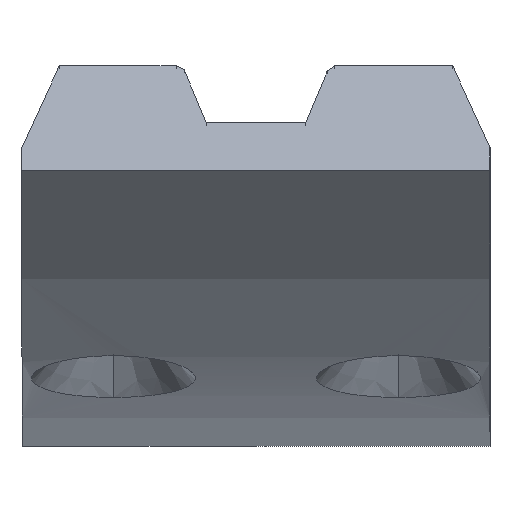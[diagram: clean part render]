
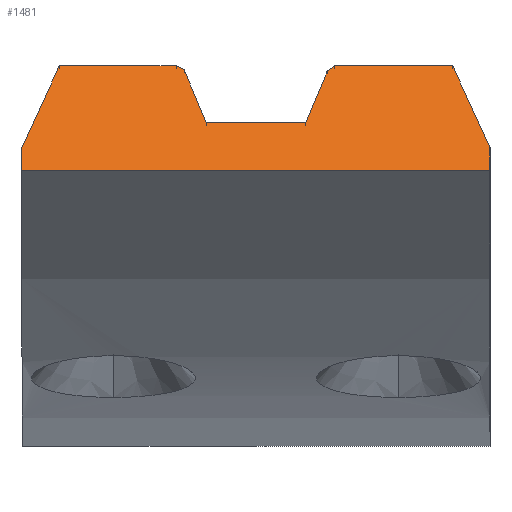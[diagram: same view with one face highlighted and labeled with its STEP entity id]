
A CAD part, left-side view. The second image highlights one B-rep face of the part: STEP entity #1481.
In plain terms, the highlighted planar face has unit normal (-0.866, 0, 0.5).
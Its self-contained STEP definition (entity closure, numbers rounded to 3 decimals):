
#4 = VERTEX_POINT ( 'NONE', #1041 ) ;
#8 = ORIENTED_EDGE ( 'NONE', *, *, #338, .F. ) ;
#15 = CARTESIAN_POINT ( 'NONE',  ( -40.551, 7.112, -70.617 ) ) ;
#19 = LINE ( 'NONE', #636, #634 ) ;
#24 = LINE ( 'NONE', #49, #507 ) ;
#32 = VERTEX_POINT ( 'NONE', #316 ) ;
#38 = CARTESIAN_POINT ( 'NONE',  ( -40.949, 11.402, -71.306 ) ) ;
#49 = CARTESIAN_POINT ( 'NONE',  ( -40.949, 57.154, -71.306 ) ) ;
#99 = CARTESIAN_POINT ( 'NONE',  ( -41.535, 18.804, -72.322 ) ) ;
#104 = EDGE_CURVE ( 'NONE', #1153, #151, #565, .T. ) ;
#128 = VERTEX_POINT ( 'NONE', #488 ) ;
#129 = DIRECTION ( 'NONE',  ( -0.5, 0., -0.866 ) ) ;
#142 = CARTESIAN_POINT ( 'NONE',  ( -40.949, 11.402, -71.306 ) ) ;
#151 = VERTEX_POINT ( 'NONE', #1302 ) ;
#163 = CARTESIAN_POINT ( 'NONE',  ( -40.135, 11.994, -69.896 ) ) ;
#182 = EDGE_LOOP ( 'NONE', ( #928, #1084, #622, #278, #1369, #535, #1523, #1388, #8, #695, #781, #1199 ) ) ;
#186 = EDGE_CURVE ( 'NONE', #151, #4, #1152, .T. ) ;
#188 = CARTESIAN_POINT ( 'NONE',  ( -39.635, 57.154, -69.031 ) ) ;
#195 = CARTESIAN_POINT ( 'NONE',  ( -39.754, 6.532, -69.237 ) ) ;
#210 = EDGE_CURVE ( 'NONE', #497, #1044, #433, .T. ) ;
#227 = CARTESIAN_POINT ( 'NONE',  ( -40.902, 18.304, -71.225 ) ) ;
#229 = VECTOR ( 'NONE', #1168, 1000. ) ;
#231 = CARTESIAN_POINT ( 'NONE',  ( -39.697, 12.398, -69.138 ) ) ;
#240 = CARTESIAN_POINT ( 'NONE',  ( -39.635, 6.248, -69.031 ) ) ;
#267 = LINE ( 'NONE', #1452, #884 ) ;
#278 = ORIENTED_EDGE ( 'NONE', *, *, #982, .T. ) ;
#316 = CARTESIAN_POINT ( 'NONE',  ( -39.635, 6.248, -69.031 ) ) ;
#328 = CARTESIAN_POINT ( 'NONE',  ( -41.535, 0., -72.322 ) ) ;
#338 = EDGE_CURVE ( 'NONE', #1033, #1044, #24, .T. ) ;
#346 = VERTEX_POINT ( 'NONE', #1474 ) ;
#347 = VERTEX_POINT ( 'NONE', #1349 ) ;
#369 = CARTESIAN_POINT ( 'NONE',  ( -39.754, 6.532, -69.237 ) ) ;
#384 = LINE ( 'NONE', #1317, #1081 ) ;
#420 = CARTESIAN_POINT ( 'NONE',  ( -42.062, 18.804, -73.235 ) ) ;
#433 = B_SPLINE_CURVE_WITH_KNOTS ( 'NONE', 3,
 ( #753, #1197, #15, #624 ),
 .UNSPECIFIED., .F., .F.,
 ( 4, 4 ),
 ( 0.144, 0.146 ),
 .UNSPECIFIED. ) ;
#447 = EDGE_CURVE ( 'NONE', #1045, #32, #546, .T. ) ;
#488 = CARTESIAN_POINT ( 'NONE',  ( -39.728, 12.291, -69.191 ) ) ;
#491 = PLANE ( 'NONE',  #662 ) ;
#495 = DIRECTION ( 'NONE',  ( 0., 1., 0. ) ) ;
#497 = VERTEX_POINT ( 'NONE', #195 ) ;
#507 = VECTOR ( 'NONE', #1019, 1000. ) ;
#535 = ORIENTED_EDGE ( 'NONE', *, *, #447, .T. ) ;
#546 = LINE ( 'NONE', #188, #639 ) ;
#547 = EDGE_CURVE ( 'NONE', #346, #1045, #553, .T. ) ;
#553 = B_SPLINE_CURVE_WITH_KNOTS ( 'NONE', 3,
 ( #328, #702, #822, #1556 ),
 .UNSPECIFIED., .F., .F.,
 ( 4, 4 ),
 ( 0., 0.004 ),
 .UNSPECIFIED. ) ;
#565 = LINE ( 'NONE', #593, #229 ) ;
#573 = B_SPLINE_CURVE_WITH_KNOTS ( 'NONE', 3,
 ( #240, #1566, #966, #369 ),
 .UNSPECIFIED., .F., .F.,
 ( 4, 4 ),
 ( 0., 0. ),
 .UNSPECIFIED. ) ;
#593 = CARTESIAN_POINT ( 'NONE',  ( 0.165, 18.804, -0.095 ) ) ;
#622 = ORIENTED_EDGE ( 'NONE', *, *, #968, .F. ) ;
#624 = CARTESIAN_POINT ( 'NONE',  ( -40.949, 7.402, -71.306 ) ) ;
#634 = VECTOR ( 'NONE', #1457, 1000. ) ;
#636 = CARTESIAN_POINT ( 'NONE',  ( -39.635, 57.154, -69.031 ) ) ;
#639 = VECTOR ( 'NONE', #1382, 1000. ) ;
#662 = AXIS2_PLACEMENT_3D ( 'NONE', #859, #983, #129 ) ;
#695 = ORIENTED_EDGE ( 'NONE', *, *, #1035, .T. ) ;
#702 = CARTESIAN_POINT ( 'NONE',  ( -40.902, 0.5, -71.225 ) ) ;
#706 = CARTESIAN_POINT ( 'NONE',  ( -39.728, 12.291, -69.191 ) ) ;
#709 = B_SPLINE_CURVE_WITH_KNOTS ( 'NONE', 3,
 ( #38, #1105, #163, #1214 ),
 .UNSPECIFIED., .F., .F.,
 ( 4, 4 ),
 ( 0.064, 0.067 ),
 .UNSPECIFIED. ) ;
#753 = CARTESIAN_POINT ( 'NONE',  ( -39.754, 6.532, -69.237 ) ) ;
#781 = ORIENTED_EDGE ( 'NONE', *, *, #1359, .T. ) ;
#822 = CARTESIAN_POINT ( 'NONE',  ( -40.268, 1., -70.128 ) ) ;
#859 = CARTESIAN_POINT ( 'NONE',  ( 0.165, 18.804, -0.095 ) ) ;
#884 = VECTOR ( 'NONE', #890, 1000. ) ;
#890 = DIRECTION ( 'NONE',  ( 0.5, 0., 0.866 ) ) ;
#928 = ORIENTED_EDGE ( 'NONE', *, *, #186, .F. ) ;
#934 = EDGE_CURVE ( 'NONE', #32, #497, #573, .T. ) ;
#942 = CARTESIAN_POINT ( 'NONE',  ( -40.268, 17.804, -70.128 ) ) ;
#966 = CARTESIAN_POINT ( 'NONE',  ( -39.714, 6.438, -69.168 ) ) ;
#968 = EDGE_CURVE ( 'NONE', #347, #1153, #384, .T. ) ;
#980 = CARTESIAN_POINT ( 'NONE',  ( -40.949, 7.402, -71.306 ) ) ;
#982 = EDGE_CURVE ( 'NONE', #347, #346, #267, .T. ) ;
#983 = DIRECTION ( 'NONE',  ( 0.866, 0., -0.5 ) ) ;
#1019 = DIRECTION ( 'NONE',  ( 0., -1., 0. ) ) ;
#1033 = VERTEX_POINT ( 'NONE', #142 ) ;
#1035 = EDGE_CURVE ( 'NONE', #1033, #128, #709, .T. ) ;
#1041 = CARTESIAN_POINT ( 'NONE',  ( -39.635, 17.304, -69.031 ) ) ;
#1044 = VERTEX_POINT ( 'NONE', #980 ) ;
#1045 = VERTEX_POINT ( 'NONE', #1112 ) ;
#1076 = CARTESIAN_POINT ( 'NONE',  ( -39.635, 17.304, -69.031 ) ) ;
#1077 = CARTESIAN_POINT ( 'NONE',  ( -39.635, 12.612, -69.031 ) ) ;
#1081 = VECTOR ( 'NONE', #495, 1000. ) ;
#1082 = EDGE_CURVE ( 'NONE', #4, #1469, #19, .T. ) ;
#1084 = ORIENTED_EDGE ( 'NONE', *, *, #104, .F. ) ;
#1105 = CARTESIAN_POINT ( 'NONE',  ( -40.542, 11.698, -70.601 ) ) ;
#1112 = CARTESIAN_POINT ( 'NONE',  ( -39.635, 1.5, -69.031 ) ) ;
#1152 = B_SPLINE_CURVE_WITH_KNOTS ( 'NONE', 3,
 ( #99, #227, #942, #1076 ),
 .UNSPECIFIED., .F., .F.,
 ( 4, 4 ),
 ( 0., 0.004 ),
 .UNSPECIFIED. ) ;
#1153 = VERTEX_POINT ( 'NONE', #420 ) ;
#1168 = DIRECTION ( 'NONE',  ( 0.5, 0., 0.866 ) ) ;
#1197 = CARTESIAN_POINT ( 'NONE',  ( -40.152, 6.822, -69.927 ) ) ;
#1199 = ORIENTED_EDGE ( 'NONE', *, *, #1082, .F. ) ;
#1208 = FACE_OUTER_BOUND ( 'NONE', #182, .T. ) ;
#1214 = CARTESIAN_POINT ( 'NONE',  ( -39.728, 12.291, -69.191 ) ) ;
#1302 = CARTESIAN_POINT ( 'NONE',  ( -41.535, 18.804, -72.322 ) ) ;
#1306 = CARTESIAN_POINT ( 'NONE',  ( -39.635, 12.612, -69.031 ) ) ;
#1317 = CARTESIAN_POINT ( 'NONE',  ( -42.062, 57.154, -73.235 ) ) ;
#1349 = CARTESIAN_POINT ( 'NONE',  ( -42.062, 0., -73.235 ) ) ;
#1359 = EDGE_CURVE ( 'NONE', #128, #1469, #1375, .T. ) ;
#1369 = ORIENTED_EDGE ( 'NONE', *, *, #547, .T. ) ;
#1375 = B_SPLINE_CURVE_WITH_KNOTS ( 'NONE', 3,
 ( #706, #231, #1547, #1077 ),
 .UNSPECIFIED., .F., .F.,
 ( 4, 4 ),
 ( 0., 0. ),
 .UNSPECIFIED. ) ;
#1382 = DIRECTION ( 'NONE',  ( 0., 1., 0. ) ) ;
#1388 = ORIENTED_EDGE ( 'NONE', *, *, #210, .T. ) ;
#1452 = CARTESIAN_POINT ( 'NONE',  ( 0.165, 0., -0.095 ) ) ;
#1457 = DIRECTION ( 'NONE',  ( 0., -1., 0. ) ) ;
#1469 = VERTEX_POINT ( 'NONE', #1306 ) ;
#1474 = CARTESIAN_POINT ( 'NONE',  ( -41.535, 0., -72.322 ) ) ;
#1481 = ADVANCED_FACE ( 'NONE', ( #1208 ), #491, .F. ) ;
#1523 = ORIENTED_EDGE ( 'NONE', *, *, #934, .T. ) ;
#1547 = CARTESIAN_POINT ( 'NONE',  ( -39.666, 12.505, -69.084 ) ) ;
#1556 = CARTESIAN_POINT ( 'NONE',  ( -39.635, 1.5, -69.031 ) ) ;
#1566 = CARTESIAN_POINT ( 'NONE',  ( -39.675, 6.343, -69.1 ) ) ;
